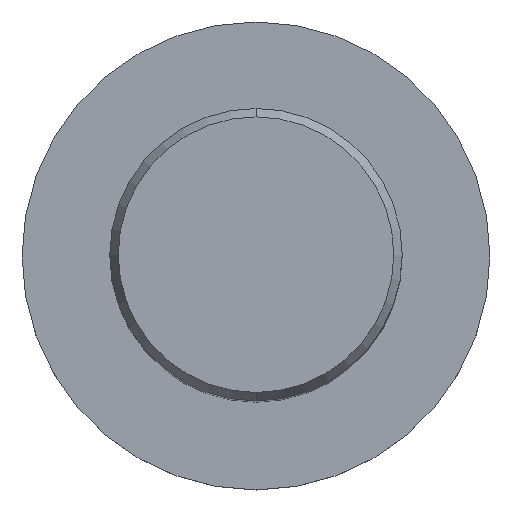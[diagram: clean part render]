
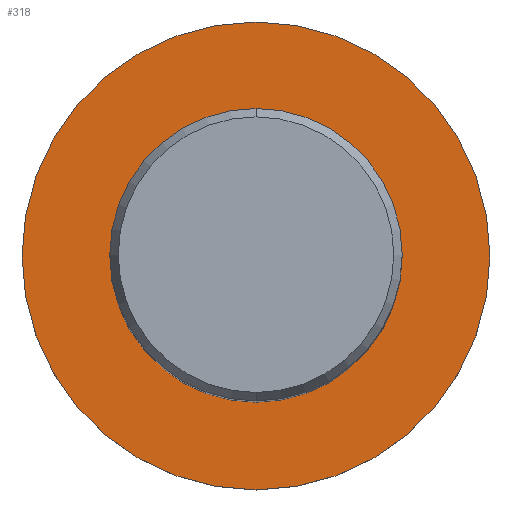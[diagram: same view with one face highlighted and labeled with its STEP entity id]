
A CAD part, top view. The second image highlights one B-rep face of the part: STEP entity #318.
In plain terms, the highlighted planar face has unit normal (0, 0, 1).
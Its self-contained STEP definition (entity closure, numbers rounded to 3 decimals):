
#206=VERTEX_POINT('',#540);
#230=EDGE_CURVE('',#468,#206,#570,.T.);
#268=EDGE_CURVE('',#478,#342,#610,.T.);
#274=EDGE_CURVE('',#206,#468,#616,.T.);
#318=ADVANCED_FACE('',(#665,#666),#667,.T.);
#342=VERTEX_POINT('',#692);
#426=EDGE_CURVE('',#342,#478,#780,.T.);
#468=VERTEX_POINT('',#828);
#478=VERTEX_POINT('',#839);
#540=CARTESIAN_POINT('',(0.,-16.0,-50.0));
#570=CIRCLE('',#949,16.0);
#610=CIRCLE('',#1055,10.0);
#616=CIRCLE('',#1089,16.0);
#665=FACE_BOUND('',#1176,.T.);
#666=FACE_OUTER_BOUND('',#1177,.T.);
#667=PLANE('',#1178);
#692=CARTESIAN_POINT('',(0.,-10.0,-50.0));
#780=CIRCLE('',#1407,10.0);
#828=CARTESIAN_POINT('',(0.0,16.0,-50.0));
#839=CARTESIAN_POINT('',(0.0,10.0,-50.0));
#949=AXIS2_PLACEMENT_3D('',#1639,#1640,#1641);
#1055=AXIS2_PLACEMENT_3D('',#1675,#1676,#1677);
#1089=AXIS2_PLACEMENT_3D('',#1678,#1679,#1680);
#1176=EDGE_LOOP('',(#1750,#1751));
#1177=EDGE_LOOP('',(#1752,#1753));
#1178=AXIS2_PLACEMENT_3D('',#1754,#1755,#1756);
#1407=AXIS2_PLACEMENT_3D('',#1855,#1856,#1857);
#1639=CARTESIAN_POINT('',(0.0,0.0,-50.0));
#1640=DIRECTION('',(0.0,0.0,-1.0));
#1641=DIRECTION('',(0.0,1.0,0.0));
#1675=CARTESIAN_POINT('',(0.0,0.0,-50.0));
#1676=DIRECTION('',(-0.0,0.0,-1.0));
#1677=DIRECTION('',(0.0,1.0,0.0));
#1678=CARTESIAN_POINT('',(0.0,0.0,-50.0));
#1679=DIRECTION('',(0.0,0.0,-1.0));
#1680=DIRECTION('',(0.0,1.0,0.0));
#1750=ORIENTED_EDGE('',*,*,#268,.T.);
#1751=ORIENTED_EDGE('',*,*,#426,.T.);
#1752=ORIENTED_EDGE('',*,*,#230,.F.);
#1753=ORIENTED_EDGE('',*,*,#274,.F.);
#1754=CARTESIAN_POINT('',(0.0,8.0,-50.0));
#1755=DIRECTION('',(-0.0,0.0,1.0));
#1756=DIRECTION('',(0.0,-1.0,0.0));
#1855=CARTESIAN_POINT('',(0.0,0.0,-50.0));
#1856=DIRECTION('',(-0.0,0.0,-1.0));
#1857=DIRECTION('',(0.0,1.0,0.0));
